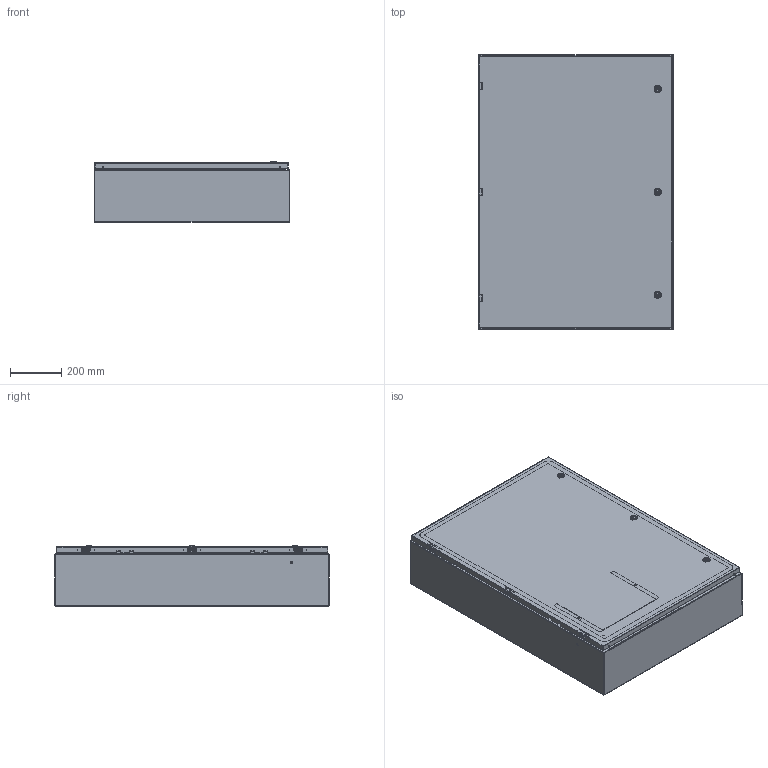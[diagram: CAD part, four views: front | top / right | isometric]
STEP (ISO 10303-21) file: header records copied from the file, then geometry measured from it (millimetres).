
FILE_DESCRIPTION (( 'STEP AP214' ), '1' );
FILE_NAME ('SCE-42EL3008LP.STEP', '2022-11-02T17:41:24', ( '' ), ( '' ), 'SwSTEP 2.0', 'SolidWorks 2021', '' );
FILE_SCHEMA (( 'AUTOMOTIVE_DESIGN' ));
Length unit declared in the file: inch
Products named in the file (1): SCE-42EL3008LP
Bounding box: 762 x 1066.8 x 234.45 mm (x, y, z)
Volume: 7651461 mm3; surface area: 7075763.4 mm2
Topology: 64 solids, 64 shells, 3331 faces, 8699 edges, 5497 vertices
Faces by surface type: plane 1504, cylinder 955, bspline 666, cone 87, torus 81, sphere 38
Full cylindrical faces by diameter (mm): 1.016 x3, 3.454 x3, 3.978 x3, 4.318 x9, 4.369 x6, 4.775 x4, 4.978 x12, 5 x3, 5.182 x6, 5.207 x6, 5.232 x6, 5.5 x3, 5.537 x3, 6.096 x6, 6.198 x6, 6.299 x4, 6.35 x6, 6.363 x2, 6.756 x6, 7.137 x4, 8.433 x6, 9.296 x6, 9.322 x6, 9.525 x6, 9.9 x3, 10 x3, 11.112 x4, 12.7 x6, 12.8 x3, 13.5 x3
Entity records: 181016 total; most frequent: CARTESIAN_POINT 63363, ORIENTED_EDGE 16270, DIRECTION 13240, EDGE_CURVE 8135, VERTEX_POINT 5345, AXIS2_PLACEMENT_3D 4670, EDGE_LOOP 3906, LINE 3900
